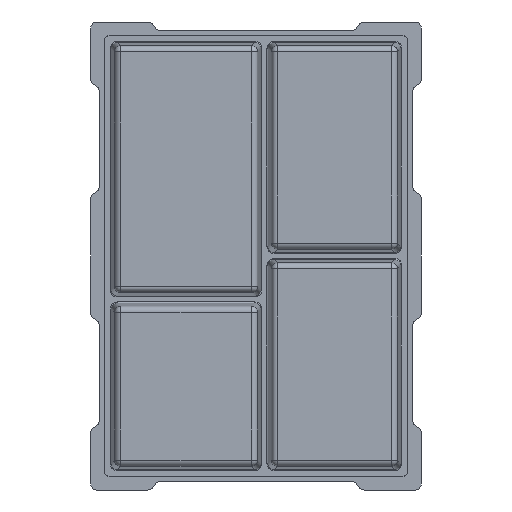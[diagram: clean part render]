
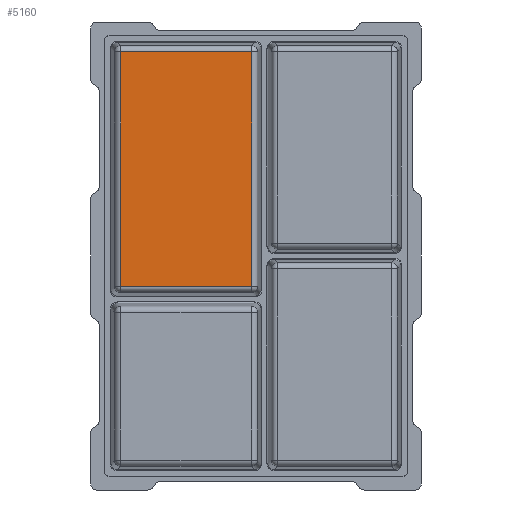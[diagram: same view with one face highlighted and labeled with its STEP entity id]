
A CAD part, front view. The second image highlights one B-rep face of the part: STEP entity #5160.
In plain terms, the highlighted planar face has unit normal (0, -1, 0).
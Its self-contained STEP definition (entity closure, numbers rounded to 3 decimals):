
#1229=DIRECTION('',(1.,0.,0.));
#1230=VECTOR('',#1229,108.641);
#1231=CARTESIAN_POINT('',(-112.32,-57.,-25.32));
#1232=LINE('',#1231,#1230);
#1236=DIRECTION('',(0.,0.,-1.));
#1237=VECTOR('',#1236,194.641);
#1238=CARTESIAN_POINT('',(-112.32,-57.,169.32));
#1239=LINE('',#1238,#1237);
#1243=DIRECTION('',(-1.,0.,0.));
#1244=VECTOR('',#1243,108.641);
#1245=CARTESIAN_POINT('',(-3.68,-57.,169.32));
#1246=LINE('',#1245,#1244);
#1250=DIRECTION('',(0.,0.,1.));
#1251=VECTOR('',#1250,194.641);
#1252=CARTESIAN_POINT('',(-3.68,-57.,-25.32));
#1253=LINE('',#1252,#1251);
#4005=CARTESIAN_POINT('',(-112.32,-57.,-25.32));
#4006=CARTESIAN_POINT('',(-3.68,-57.,-25.32));
#4007=VERTEX_POINT('',#4005);
#4008=VERTEX_POINT('',#4006);
#4009=CARTESIAN_POINT('',(-3.68,-57.,169.32));
#4010=VERTEX_POINT('',#4009);
#4015=CARTESIAN_POINT('',(-112.32,-57.,169.32));
#4016=VERTEX_POINT('',#4015);
#5146=CARTESIAN_POINT('',(0.,-57.,0.));
#5147=DIRECTION('',(0.,1.,0.));
#5148=DIRECTION('',(1.,0.,0.));
#5149=AXIS2_PLACEMENT_3D('',#5146,#5147,#5148);
#5150=PLANE('',#5149);
#5152=ORIENTED_EDGE('',*,*,#5151,.F.);
#5153=ORIENTED_EDGE('',*,*,#5137,.F.);
#5155=ORIENTED_EDGE('',*,*,#5154,.F.);
#5157=ORIENTED_EDGE('',*,*,#5156,.F.);
#5158=EDGE_LOOP('',(#5152,#5153,#5155,#5157));
#5159=FACE_OUTER_BOUND('',#5158,.F.);
#5160=ADVANCED_FACE('',(#5159),#5150,.F.);
#5137=EDGE_CURVE('',#4016,#4007,#1239,.T.);
#5151=EDGE_CURVE('',#4007,#4008,#1232,.T.);
#5154=EDGE_CURVE('',#4010,#4016,#1246,.T.);
#5156=EDGE_CURVE('',#4008,#4010,#1253,.T.);
